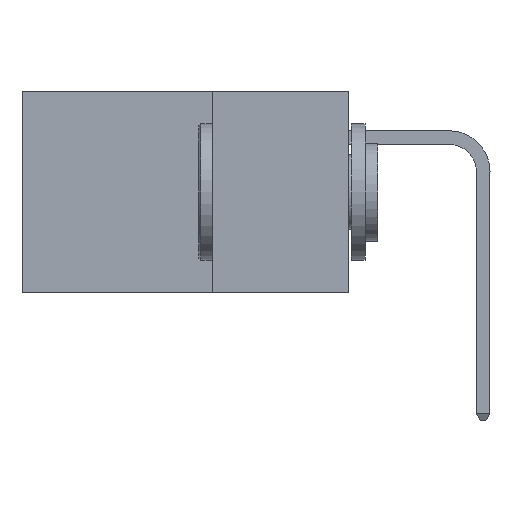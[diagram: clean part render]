
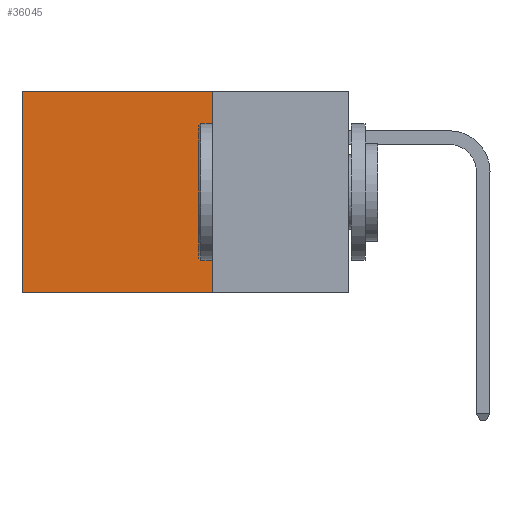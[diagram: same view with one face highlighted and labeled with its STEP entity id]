
A CAD part, left-side view. The second image highlights one B-rep face of the part: STEP entity #36045.
In plain terms, the highlighted planar face has unit normal (-1, 0, 0).
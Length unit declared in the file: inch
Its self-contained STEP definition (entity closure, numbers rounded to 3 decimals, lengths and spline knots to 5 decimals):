
#923 = VERTEX_POINT ( 'NONE', #3109 ) ;
#2623 = DIRECTION ( 'NONE',  ( 0., 0., -1. ) ) ;
#3109 = CARTESIAN_POINT ( 'NONE',  ( 0.2875, 0.25, -0.37 ) ) ;
#3134 = AXIS2_PLACEMENT_3D ( 'NONE', #30374, #16460, #36054 ) ;
#3422 = CARTESIAN_POINT ( 'NONE',  ( 0.2875, 0.25, -0.37 ) ) ;
#4400 = VECTOR ( 'NONE', #35010, 39.37008 ) ;
#6242 = VECTOR ( 'NONE', #34770, 39.37008 ) ;
#8023 = ORIENTED_EDGE ( 'NONE', *, *, #31923, .T. ) ;
#9856 = EDGE_CURVE ( 'NONE', #32092, #923, #23814, .T. ) ;
#10652 = PLANE ( 'NONE',  #3134 ) ;
#10725 = VERTEX_POINT ( 'NONE', #13737 ) ;
#12259 = CARTESIAN_POINT ( 'NONE',  ( 0.2875, 0.6, 0. ) ) ;
#13737 = CARTESIAN_POINT ( 'NONE',  ( 0.2875, 0.6, -0.37 ) ) ;
#15474 = LINE ( 'NONE', #3422, #22962 ) ;
#16347 = VECTOR ( 'NONE', #2623, 39.37008 ) ;
#16352 = EDGE_LOOP ( 'NONE', ( #8023, #23659, #32007, #19338 ) ) ;
#16460 = DIRECTION ( 'NONE',  ( 1., 0., 0. ) ) ;
#17097 = CARTESIAN_POINT ( 'NONE',  ( 0.2875, 0.25, 0. ) ) ;
#18669 = FACE_OUTER_BOUND ( 'NONE', #16352, .T. ) ;
#19338 = ORIENTED_EDGE ( 'NONE', *, *, #32027, .T. ) ;
#20724 = VERTEX_POINT ( 'NONE', #27067 ) ;
#21483 = LINE ( 'NONE', #29574, #4400 ) ;
#22962 = VECTOR ( 'NONE', #23494, 39.37008 ) ;
#23494 = DIRECTION ( 'NONE',  ( 0., 1., 0. ) ) ;
#23659 = ORIENTED_EDGE ( 'NONE', *, *, #29667, .F. ) ;
#23814 = LINE ( 'NONE', #17097, #16347 ) ;
#27067 = CARTESIAN_POINT ( 'NONE',  ( 0.2875, 0.6, 0. ) ) ;
#28995 = LINE ( 'NONE', #12259, #6242 ) ;
#29574 = CARTESIAN_POINT ( 'NONE',  ( 0.2875, 0.25, 0. ) ) ;
#29667 = EDGE_CURVE ( 'NONE', #923, #10725, #15474, .T. ) ;
#29815 = CARTESIAN_POINT ( 'NONE',  ( 0.2875, 0.25, 0. ) ) ;
#30374 = CARTESIAN_POINT ( 'NONE',  ( 0.2875, 0.25, 0. ) ) ;
#31923 = EDGE_CURVE ( 'NONE', #20724, #10725, #28995, .T. ) ;
#32007 = ORIENTED_EDGE ( 'NONE', *, *, #9856, .F. ) ;
#32027 = EDGE_CURVE ( 'NONE', #32092, #20724, #21483, .T. ) ;
#32092 = VERTEX_POINT ( 'NONE', #29815 ) ;
#34770 = DIRECTION ( 'NONE',  ( 0., 0., -1. ) ) ;
#35010 = DIRECTION ( 'NONE',  ( 0., 1., 0. ) ) ;
#36045 = ADVANCED_FACE ( 'NONE', ( #18669 ), #10652, .F. ) ;
#36054 = DIRECTION ( 'NONE',  ( 0., 0., -1. ) ) ;
